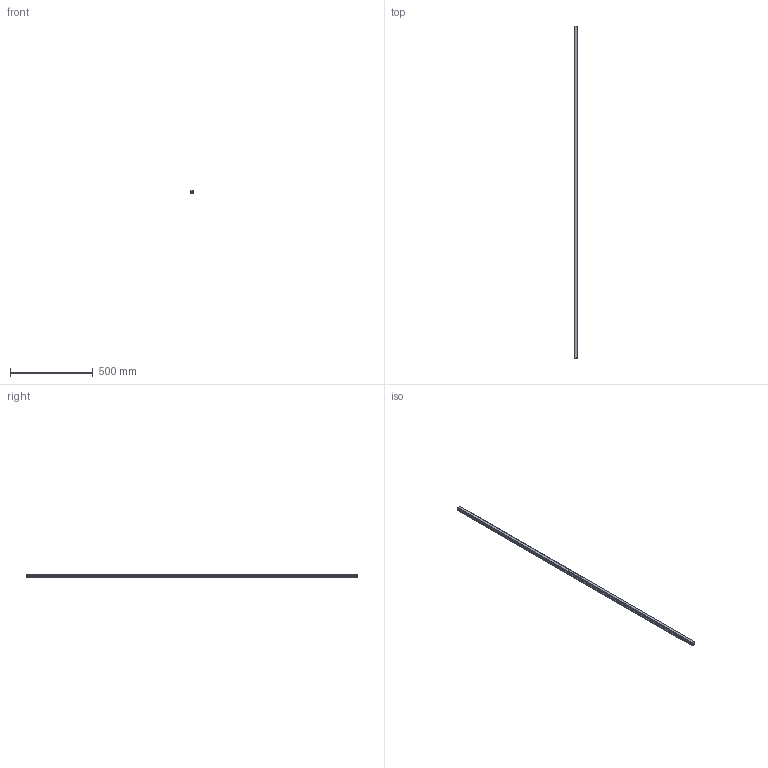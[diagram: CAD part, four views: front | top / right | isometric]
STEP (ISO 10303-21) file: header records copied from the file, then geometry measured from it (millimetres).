
FILE_DESCRIPTION(('STEP AP214'),'1');
FILE_NAME('cctmp_778BBA68-486B-4D1A-A519-849A911981BD_2021_01_25_10_24_24_0163..stp','2021-01-25T09:24:24',('HIWIN GmbH'),('CADClick - www.CADClick.com'),'Spatial InterOp 3D',' ','unknown authorization');
FILE_SCHEMA(('AUTOMOTIVE_DESIGN'));
Length unit declared in the file: millimetre
Products named in the file (1): HGR25T2000C_FILE
Bounding box: 23 x 2000 x 22 mm (x, y, z)
Volume: 864539.7 mm3; surface area: 190279.6 mm2
Topology: 1 solids, 1 shells, 349 faces, 1063 edges, 652 vertices
Faces by surface type: plane 191, cylinder 90, cone 68
Entity records: 14345 total; most frequent: DIRECTION 2147, CARTESIAN_POINT 1997, ORIENTED_EDGE 1990, EDGE_CURVE 995, AXIS2_PLACEMENT_3D 802, VERTEX_POINT 652, LINE 543, VECTOR 543
